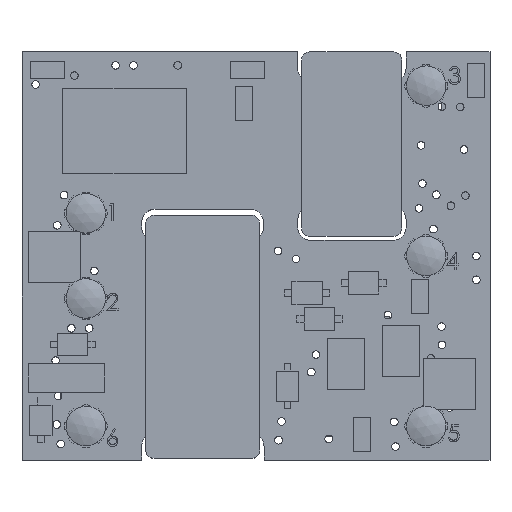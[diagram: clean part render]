
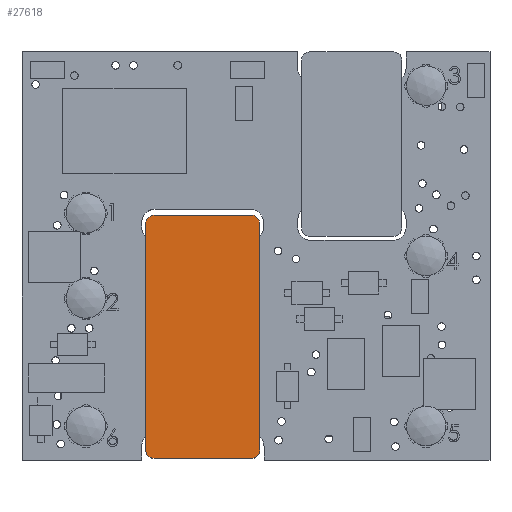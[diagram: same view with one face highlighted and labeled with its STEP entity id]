
A CAD part, top view. The second image highlights one B-rep face of the part: STEP entity #27618.
In plain terms, the highlighted planar face has unit normal (0, 0, 1).
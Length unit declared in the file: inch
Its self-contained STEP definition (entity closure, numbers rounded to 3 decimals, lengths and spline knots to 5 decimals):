
#247 = CARTESIAN_POINT ( 'NONE',  ( 0.29114, 0.00417, 0.18246 ) ) ;
#528 = CARTESIAN_POINT ( 'NONE',  ( 0.29114, 0.57583, 0.18246 ) ) ;
#1570 = CARTESIAN_POINT ( 'NONE',  ( 0.53917, 0.02386, 0.18246 ) ) ;
#1986 = EDGE_CURVE ( 'NONE', #32149, #30785, #17229, .T. ) ;
#2330 = DIRECTION ( 'NONE',  ( 0., -1., 0. ) ) ;
#3529 = VERTEX_POINT ( 'NONE', #13218 ) ;
#3574 = DIRECTION ( 'NONE',  ( 0., 1., 0. ) ) ;
#3700 = AXIS2_PLACEMENT_3D ( 'NONE', #1570, #22480, #4594 ) ;
#4090 = CARTESIAN_POINT ( 'NONE',  ( 0.55886, 0.02386, 0.18246 ) ) ;
#4594 = DIRECTION ( 'NONE',  ( 0., -1., 0. ) ) ;
#4847 = DIRECTION ( 'NONE',  ( 0., 0., 1. ) ) ;
#5087 = EDGE_CURVE ( 'NONE', #32149, #11320, #17860, .T. ) ;
#7242 = DIRECTION ( 'NONE',  ( 0., 0., 1. ) ) ;
#7525 = CARTESIAN_POINT ( 'NONE',  ( 0.53917, 0.00417, 0.18246 ) ) ;
#8571 = EDGE_CURVE ( 'NONE', #13631, #3529, #19935, .T. ) ;
#8968 = FACE_OUTER_BOUND ( 'NONE', #38599, .T. ) ;
#10615 = ORIENTED_EDGE ( 'NONE', *, *, #13517, .F. ) ;
#10860 = ORIENTED_EDGE ( 'NONE', *, *, #8571, .T. ) ;
#11320 = VERTEX_POINT ( 'NONE', #12595 ) ;
#11321 = EDGE_CURVE ( 'NONE', #32517, #3529, #33601, .T. ) ;
#12399 = DIRECTION ( 'NONE',  ( 1., 0., 0. ) ) ;
#12595 = CARTESIAN_POINT ( 'NONE',  ( 0.31083, 0.00417, 0.18246 ) ) ;
#12863 = ORIENTED_EDGE ( 'NONE', *, *, #24517, .T. ) ;
#13218 = CARTESIAN_POINT ( 'NONE',  ( 0.29114, 0.55614, 0.18246 ) ) ;
#13271 = VECTOR ( 'NONE', #12399, 39.37008 ) ;
#13517 = EDGE_CURVE ( 'NONE', #13631, #17935, #21214, .T. ) ;
#13631 = VERTEX_POINT ( 'NONE', #30925 ) ;
#13857 = ORIENTED_EDGE ( 'NONE', *, *, #22111, .T. ) ;
#14118 = DIRECTION ( 'NONE',  ( 0., 0., -1. ) ) ;
#15366 = AXIS2_PLACEMENT_3D ( 'NONE', #25205, #7242, #28173 ) ;
#16931 = VECTOR ( 'NONE', #21058, 39.37008 ) ;
#17229 = CIRCLE ( 'NONE', #3700, 0.01969 ) ;
#17860 = LINE ( 'NONE', #247, #16931 ) ;
#17888 = ORIENTED_EDGE ( 'NONE', *, *, #5087, .F. ) ;
#17935 = VERTEX_POINT ( 'NONE', #26799 ) ;
#18275 = CARTESIAN_POINT ( 'NONE',  ( 0.29114, 0.57583, 0.18246 ) ) ;
#19935 = CIRCLE ( 'NONE', #24314, 0.01969 ) ;
#20224 = DIRECTION ( 'NONE',  ( 0., 0., 1. ) ) ;
#21058 = DIRECTION ( 'NONE',  ( -1., 0., 0. ) ) ;
#21214 = LINE ( 'NONE', #18275, #13271 ) ;
#21518 = CIRCLE ( 'NONE', #15366, 0.01969 ) ;
#22111 = EDGE_CURVE ( 'NONE', #32517, #11320, #21518, .T. ) ;
#22480 = DIRECTION ( 'NONE',  ( 0., 0., 1. ) ) ;
#22570 = CIRCLE ( 'NONE', #22719, 0.01969 ) ;
#22719 = AXIS2_PLACEMENT_3D ( 'NONE', #22764, #4847, #25789 ) ;
#22764 = CARTESIAN_POINT ( 'NONE',  ( 0.53917, 0.55614, 0.18246 ) ) ;
#23577 = VECTOR ( 'NONE', #38155, 39.37008 ) ;
#23883 = AXIS2_PLACEMENT_3D ( 'NONE', #32028, #14118, #35018 ) ;
#24314 = AXIS2_PLACEMENT_3D ( 'NONE', #38128, #20224, #2330 ) ;
#24517 = EDGE_CURVE ( 'NONE', #36732, #17935, #22570, .T. ) ;
#25205 = CARTESIAN_POINT ( 'NONE',  ( 0.31083, 0.02386, 0.18246 ) ) ;
#25670 = VECTOR ( 'NONE', #3574, 39.37008 ) ;
#25789 = DIRECTION ( 'NONE',  ( 0., -1., 0. ) ) ;
#26799 = CARTESIAN_POINT ( 'NONE',  ( 0.53917, 0.57583, 0.18246 ) ) ;
#27618 = ADVANCED_FACE ( 'NONE', ( #8968 ), #28892, .F. ) ;
#28173 = DIRECTION ( 'NONE',  ( 0., -1., 0. ) ) ;
#28892 = PLANE ( 'NONE',  #23883 ) ;
#29138 = CARTESIAN_POINT ( 'NONE',  ( 0.55886, 0.57583, 0.18246 ) ) ;
#29989 = CARTESIAN_POINT ( 'NONE',  ( 0.29114, 0.02386, 0.18246 ) ) ;
#30433 = CARTESIAN_POINT ( 'NONE',  ( 0.55886, 0.55614, 0.18246 ) ) ;
#30785 = VERTEX_POINT ( 'NONE', #4090 ) ;
#30925 = CARTESIAN_POINT ( 'NONE',  ( 0.31083, 0.57583, 0.18246 ) ) ;
#31521 = LINE ( 'NONE', #29138, #23577 ) ;
#31597 = EDGE_CURVE ( 'NONE', #36732, #30785, #31521, .T. ) ;
#32028 = CARTESIAN_POINT ( 'NONE',  ( 0.29114, 0.57583, 0.18246 ) ) ;
#32149 = VERTEX_POINT ( 'NONE', #7525 ) ;
#32517 = VERTEX_POINT ( 'NONE', #29989 ) ;
#32531 = ORIENTED_EDGE ( 'NONE', *, *, #1986, .T. ) ;
#33312 = ORIENTED_EDGE ( 'NONE', *, *, #11321, .F. ) ;
#33601 = LINE ( 'NONE', #528, #25670 ) ;
#34407 = ORIENTED_EDGE ( 'NONE', *, *, #31597, .F. ) ;
#35018 = DIRECTION ( 'NONE',  ( 0., -1., 0. ) ) ;
#36732 = VERTEX_POINT ( 'NONE', #30433 ) ;
#38128 = CARTESIAN_POINT ( 'NONE',  ( 0.31083, 0.55614, 0.18246 ) ) ;
#38155 = DIRECTION ( 'NONE',  ( 0., -1., 0. ) ) ;
#38599 = EDGE_LOOP ( 'NONE', ( #34407, #12863, #10615, #10860, #33312, #13857, #17888, #32531 ) ) ;
